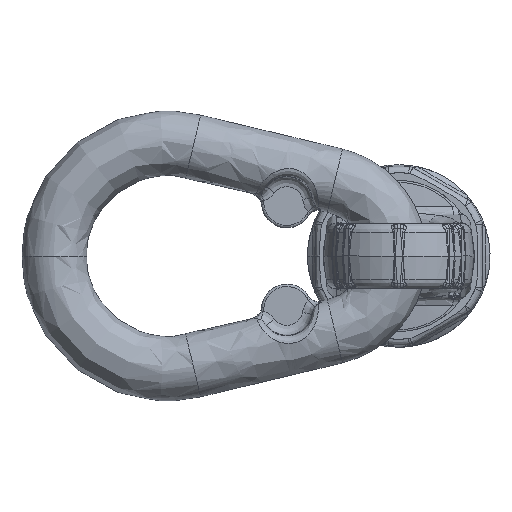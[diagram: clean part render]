
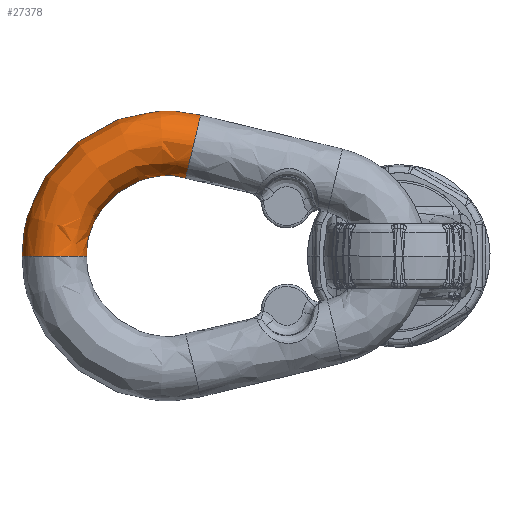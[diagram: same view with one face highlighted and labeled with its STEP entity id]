
A CAD part, left-side view. The second image highlights one B-rep face of the part: STEP entity #27378.
In plain terms, the highlighted free-form (B-spline) face has degree [3, 2] with [4, 7] control points.
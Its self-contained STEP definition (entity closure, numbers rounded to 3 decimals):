
#27231=CARTESIAN_POINT('V1990',(-21.7,
   41.15,21.879));
#27232=VERTEX_POINT('V1990',#27231);
#27238=CARTESIAN_POINT('E777',(-21.7,
   41.15,21.879));
#27239=CARTESIAN_POINT('E777',(-21.7,
   38.523,32.826));
#27240=CARTESIAN_POINT('E777',(-31.45,
   39.837,27.353));
#27241=CARTESIAN_POINT('E777',(-41.2,
   41.15,21.879));
#27242=CARTESIAN_POINT('E777',(-31.45,
   42.463,16.405));
#27243=CARTESIAN_POINT('E777',(-21.7,
   43.777,10.931));
#27244=CARTESIAN_POINT('E777',(-21.7,
   41.15,21.879));
#27252=(BOUNDED_CURVE()B_SPLINE_CURVE(2,(#27238,#27239,#27240,
   #27241,#27242,#27243,#27244),.CIRCULAR_ARC.,.T.,.U.)
   B_SPLINE_CURVE_WITH_KNOTS((3,2,2,3),(0.0,0.333,
   0.667,1.0),.UNSPECIFIED.)CURVE()
   GEOMETRIC_REPRESENTATION_ITEM()RATIONAL_B_SPLINE_CURVE((1.0,
   0.5,1.0,0.5,1.0,0.5,1.0)
   )REPRESENTATION_ITEM('E777'));
#27253=EDGE_CURVE('E777',#27232,#27232,#27252,.T.);
#27305=CARTESIAN_POINT('F320',(-21.7,
   68.9,0.));
#27306=CARTESIAN_POINT('F320',(-21.7,
   68.9,15.788));
#27307=CARTESIAN_POINT('F320',(-21.7,
   56.502,25.563));
#27308=CARTESIAN_POINT('F320',(-21.7,
   41.15,21.879));
#27309=CARTESIAN_POINT('F320',(-21.7,
   57.642,0.));
#27310=CARTESIAN_POINT('F320',(-21.7,
   57.642,7.888));
#27311=CARTESIAN_POINT('F320',(-21.7,
   51.447,12.772));
#27312=CARTESIAN_POINT('F320',(-21.7,
   43.777,10.931));
#27313=CARTESIAN_POINT('F320',(-31.45,
   63.271,0.));
#27314=CARTESIAN_POINT('F320',(-31.45,
   63.271,11.838));
#27315=CARTESIAN_POINT('F320',(-31.45,
   53.975,19.167));
#27316=CARTESIAN_POINT('F320',(-31.45,
   42.463,16.405));
#27317=CARTESIAN_POINT('F320',(-41.2,
   68.9,0.));
#27318=CARTESIAN_POINT('F320',(-41.2,
   68.9,15.788));
#27319=CARTESIAN_POINT('F320',(-41.2,
   56.502,25.563));
#27320=CARTESIAN_POINT('F320',(-41.2,
   41.15,21.879));
#27321=CARTESIAN_POINT('F320',(-31.45,
   74.529,0.));
#27322=CARTESIAN_POINT('F320',(-31.45,
   74.529,19.738));
#27323=CARTESIAN_POINT('F320',(-31.45,
   59.029,31.958));
#27324=CARTESIAN_POINT('F320',(-31.45,
   39.837,27.353));
#27325=CARTESIAN_POINT('F320',(-21.7,
   80.158,0.));
#27326=CARTESIAN_POINT('F320',(-21.7,
   80.158,23.688));
#27327=CARTESIAN_POINT('F320',(-21.7,
   61.557,38.354));
#27328=CARTESIAN_POINT('F320',(-21.7,
   38.523,32.826));
#27329=CARTESIAN_POINT('F320',(-21.7,
   68.9,0.));
#27330=CARTESIAN_POINT('F320',(-21.7,
   68.9,15.788));
#27331=CARTESIAN_POINT('F320',(-21.7,
   56.502,25.563));
#27332=CARTESIAN_POINT('F320',(-21.7,
   41.15,21.879));
#27340=(BOUNDED_SURFACE()B_SPLINE_SURFACE(3,2,((#27305,#27309,
   #27313,#27317,#27321,#27325,#27329),(#27306,#27310,#27314,
   #27318,#27322,#27326,#27330),(#27307,#27311,#27315,#27319,
   #27323,#27327,#27331),(#27308,#27312,#27316,#27320,#27324,
   #27328,#27332)),.UNSPECIFIED.,.F.,.T.,.U.)
   B_SPLINE_SURFACE_WITH_KNOTS((4,4),(3,2,2,3),(0.0,1.0),(0.0,
   0.475,0.951,1.426),
   .UNSPECIFIED.)GEOMETRIC_REPRESENTATION_ITEM()
   RATIONAL_B_SPLINE_SURFACE(((1.0,0.5,1.0,
   0.5,1.0,0.5,1.0),(0.746,
   0.373,0.746,0.373,
   0.746,0.373,0.746),(
   0.746,0.373,0.746,
   0.373,0.746,0.373,
   0.746),(1.0,0.5,1.0,0.5,
   1.0,0.5,1.0)))REPRESENTATION_ITEM('F320')SURFACE()
   );
#27341=CARTESIAN_POINT('V1991',(-21.7,
   68.9,0.));
#27342=VERTEX_POINT('V1991',#27341);
#27343=CARTESIAN_POINT('E778',(-21.7,
   41.15,21.879));
#27344=CARTESIAN_POINT('E778',(-21.7,
   56.502,25.563));
#27345=CARTESIAN_POINT('E778',(-21.7,
   68.9,15.788));
#27346=CARTESIAN_POINT('E778',(-21.7,
   68.9,0.));
#27354=(BOUNDED_CURVE()B_SPLINE_CURVE(3,(#27343,#27344,#27345,
   #27346),.UNSPECIFIED.,.F.,.U.)CURVE()
   GEOMETRIC_REPRESENTATION_ITEM()QUASI_UNIFORM_CURVE()
   RATIONAL_B_SPLINE_CURVE((1.0,0.746,
   0.746,1.0))REPRESENTATION_ITEM('E778'));
#27355=EDGE_CURVE('E778',#27232,#27342,#27354,.T.);
#27356=ORIENTED_EDGE('E778',*,*,#27355,.T.);
#27357=CARTESIAN_POINT('E779',(-21.7,
   68.9,0.0));
#27358=CARTESIAN_POINT('E779',(-21.7,
   80.158,0.0));
#27359=CARTESIAN_POINT('E779',(-31.45,
   74.529,0.0));
#27360=CARTESIAN_POINT('E779',(-41.2,
   68.9,0.0));
#27361=CARTESIAN_POINT('E779',(-31.45,
   63.271,0.0));
#27362=CARTESIAN_POINT('E779',(-21.7,
   57.642,0.0));
#27363=CARTESIAN_POINT('E779',(-21.7,
   68.9,0.0));
#27371=(BOUNDED_CURVE()B_SPLINE_CURVE(2,(#27357,#27358,#27359,
   #27360,#27361,#27362,#27363),.CIRCULAR_ARC.,.T.,.U.)
   B_SPLINE_CURVE_WITH_KNOTS((3,2,2,3),(0.0,0.475,
   0.951,1.426),.UNSPECIFIED.)CURVE()
   GEOMETRIC_REPRESENTATION_ITEM()RATIONAL_B_SPLINE_CURVE((1.0,
   0.5,1.0,0.5,1.0,0.5,1.0)
   )REPRESENTATION_ITEM('E779'));
#27372=EDGE_CURVE('E779',#27342,#27342,#27371,.T.);
#27373=ORIENTED_EDGE('E779',*,*,#27372,.F.);
#27374=ORIENTED_EDGE('E778',*,*,#27355,.F.);
#27375=ORIENTED_EDGE('E777',*,*,#27253,.T.);
#27376=EDGE_LOOP('F320',(#27356,#27373,#27374,#27375));
#27377=FACE_OUTER_BOUND('F320',#27376,.F.);
#27378=ADVANCED_FACE('F320',(#27377),#27340,.T.);
